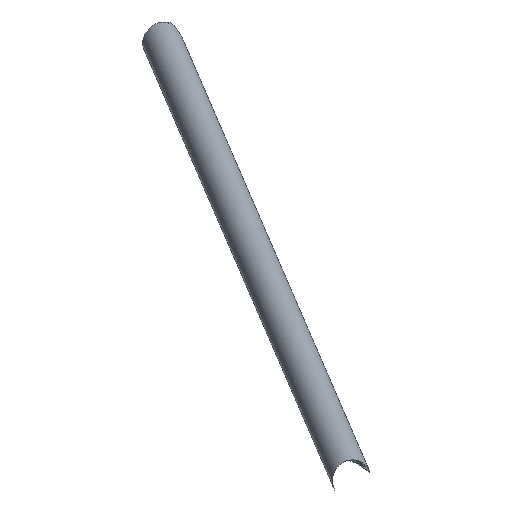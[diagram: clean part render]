
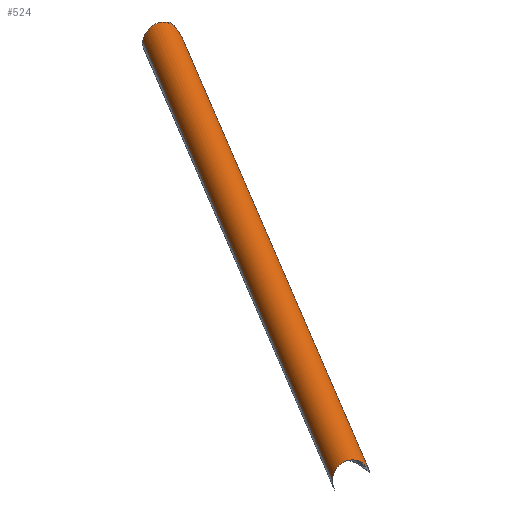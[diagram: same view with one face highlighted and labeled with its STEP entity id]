
A CAD part, left-side view. The second image highlights one B-rep face of the part: STEP entity #524.
In plain terms, the highlighted cylindrical face has radius 14 mm (diameter 28 mm), a partial arc.
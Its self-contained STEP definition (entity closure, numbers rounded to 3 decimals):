
#64=CARTESIAN_POINT('Vertex',(-600.274,-174.699,490.898)) ;
#68=CARTESIAN_POINT('Control Point',(-600.274,-174.699,490.898)) ;
#69=CARTESIAN_POINT('Control Point',(-600.425,-175.407,490.452)) ;
#70=CARTESIAN_POINT('Control Point',(-600.648,-176.064,489.952)) ;
#71=CARTESIAN_POINT('Control Point',(-600.905,-176.68,489.422)) ;
#72=CARTESIAN_POINT('Control Point',(-601.488,-177.915,488.252)) ;
#73=CARTESIAN_POINT('Control Point',(-602.118,-179.029,486.987)) ;
#74=CARTESIAN_POINT('Control Point',(-602.45,-179.589,486.297)) ;
#75=CARTESIAN_POINT('Control Point',(-603.066,-180.589,484.964)) ;
#76=CARTESIAN_POINT('Control Point',(-603.65,-181.497,483.554)) ;
#77=CARTESIAN_POINT('Control Point',(-603.913,-181.9,482.881)) ;
#78=CARTESIAN_POINT('Control Point',(-604.672,-183.057,480.787)) ;
#79=CARTESIAN_POINT('Control Point',(-605.29,-183.998,478.537)) ;
#80=CARTESIAN_POINT('Control Point',(-605.615,-184.514,476.961)) ;
#81=CARTESIAN_POINT('Control Point',(-605.815,-184.873,475.304)) ;
#82=CARTESIAN_POINT('Control Point',(-605.822,-184.999,473.628)) ;
#83=CARTESIAN_POINT('Vertex',(-605.822,-184.999,473.628)) ;
#124=CARTESIAN_POINT('Vertex',(-603.869,-162.461,489.066)) ;
#139=CARTESIAN_POINT('Vertex',(-604.329,-159.117,485.791)) ;
#143=CARTESIAN_POINT('Control Point',(-604.329,-159.117,485.791)) ;
#144=CARTESIAN_POINT('Control Point',(-604.386,-160.115,487.008)) ;
#145=CARTESIAN_POINT('Control Point',(-604.215,-161.251,488.119)) ;
#146=CARTESIAN_POINT('Control Point',(-603.869,-162.461,489.066)) ;
#176=CARTESIAN_POINT('Vertex',(-601.269,-155.307,477.964)) ;
#180=CARTESIAN_POINT('Control Point',(-604.329,-159.117,485.791)) ;
#181=CARTESIAN_POINT('Control Point',(-604.26,-157.918,484.33)) ;
#182=CARTESIAN_POINT('Control Point',(-603.921,-156.885,482.745)) ;
#183=CARTESIAN_POINT('Control Point',(-603.28,-156.08,481.093)) ;
#184=CARTESIAN_POINT('Control Point',(-602.371,-155.557,479.48)) ;
#185=CARTESIAN_POINT('Control Point',(-601.269,-155.307,477.964)) ;
#239=CARTESIAN_POINT('Control Point',(-605.782,-185.037,472.367)) ;
#240=CARTESIAN_POINT('Control Point',(-605.811,-185.044,472.787)) ;
#241=CARTESIAN_POINT('Control Point',(-605.824,-185.03,473.208)) ;
#242=CARTESIAN_POINT('Control Point',(-605.822,-184.999,473.628)) ;
#243=CARTESIAN_POINT('Vertex',(-605.782,-185.037,472.367)) ;
#432=CARTESIAN_POINT('Control Point',(-603.869,-162.461,489.066)) ;
#433=CARTESIAN_POINT('Control Point',(-604.152,-164.833,490.291)) ;
#434=CARTESIAN_POINT('Control Point',(-603.881,-167.453,491.172)) ;
#435=CARTESIAN_POINT('Control Point',(-603.027,-170.1,491.562)) ;
#436=CARTESIAN_POINT('Control Point',(-601.738,-172.528,491.494)) ;
#437=CARTESIAN_POINT('Control Point',(-600.274,-174.699,490.898)) ;
#446=CARTESIAN_POINT('Axis2P3D Location',(-890.189,-235.048,325.126)) ;
#451=CARTESIAN_POINT('Line Origine',(-887.098,-248.703,325.126)) ;
#455=CARTESIAN_POINT('Vertex',(-1174.968,-313.852,174.456)) ;
#458=CARTESIAN_POINT('Line Origine',(-893.279,-221.394,325.126)) ;
#462=CARTESIAN_POINT('Vertex',(-1193.626,-289.367,167.926)) ;
#465=CARTESIAN_POINT('Axis2P3D Location',(-1190.536,-303.021,167.926)) ;
#469=CARTESIAN_POINT('Vertex',(-1194.935,-290.026,170.711)) ;
#473=CARTESIAN_POINT('Control Point',(-1174.968,-313.852,174.456)) ;
#474=CARTESIAN_POINT('Control Point',(-1175.718,-314.022,174.312)) ;
#475=CARTESIAN_POINT('Control Point',(-1176.47,-314.188,174.171)) ;
#476=CARTESIAN_POINT('Control Point',(-1177.222,-314.348,174.034)) ;
#477=CARTESIAN_POINT('Control Point',(-1178.732,-314.662,173.771)) ;
#478=CARTESIAN_POINT('Control Point',(-1180.253,-314.953,173.542)) ;
#479=CARTESIAN_POINT('Control Point',(-1181.007,-315.09,173.442)) ;
#480=CARTESIAN_POINT('Control Point',(-1182.411,-315.331,173.284)) ;
#481=CARTESIAN_POINT('Control Point',(-1183.83,-315.526,173.237)) ;
#482=CARTESIAN_POINT('Control Point',(-1184.49,-315.603,173.247)) ;
#483=CARTESIAN_POINT('Control Point',(-1185.429,-315.683,173.341)) ;
#484=CARTESIAN_POINT('Control Point',(-1186.327,-315.674,173.615)) ;
#485=CARTESIAN_POINT('Control Point',(-1186.595,-315.661,173.718)) ;
#486=CARTESIAN_POINT('Control Point',(-1187.1,-315.612,173.959)) ;
#487=CARTESIAN_POINT('Control Point',(-1187.559,-315.515,174.267)) ;
#488=CARTESIAN_POINT('Control Point',(-1187.769,-315.456,174.431)) ;
#489=CARTESIAN_POINT('Control Point',(-1188.246,-315.289,174.85)) ;
#490=CARTESIAN_POINT('Control Point',(-1188.658,-315.064,175.311)) ;
#491=CARTESIAN_POINT('Control Point',(-1188.881,-314.914,175.588)) ;
#492=CARTESIAN_POINT('Control Point',(-1189.445,-314.469,176.341)) ;
#493=CARTESIAN_POINT('Control Point',(-1189.925,-313.923,177.088)) ;
#494=CARTESIAN_POINT('Control Point',(-1190.208,-313.543,177.545)) ;
#495=CARTESIAN_POINT('Control Point',(-1190.915,-312.457,178.702)) ;
#496=CARTESIAN_POINT('Control Point',(-1191.535,-311.171,179.7)) ;
#497=CARTESIAN_POINT('Control Point',(-1191.898,-310.306,180.243)) ;
#498=CARTESIAN_POINT('Control Point',(-1192.984,-307.378,181.7)) ;
#499=CARTESIAN_POINT('Control Point',(-1193.84,-304.02,182.223)) ;
#500=CARTESIAN_POINT('Control Point',(-1194.312,-301.642,182.072)) ;
#501=CARTESIAN_POINT('Control Point',(-1194.821,-298.108,181.057)) ;
#502=CARTESIAN_POINT('Control Point',(-1195.018,-295.092,179.005)) ;
#503=CARTESIAN_POINT('Control Point',(-1195.051,-294.115,178.165)) ;
#504=CARTESIAN_POINT('Control Point',(-1195.051,-292.935,176.895)) ;
#505=CARTESIAN_POINT('Control Point',(-1195.012,-291.964,175.47)) ;
#506=CARTESIAN_POINT('Control Point',(-1195.,-291.727,175.092)) ;
#507=CARTESIAN_POINT('Control Point',(-1194.963,-291.125,174.039)) ;
#508=CARTESIAN_POINT('Control Point',(-1194.925,-290.639,172.926)) ;
#509=CARTESIAN_POINT('Control Point',(-1194.907,-290.381,172.202)) ;
#510=CARTESIAN_POINT('Control Point',(-1194.901,-290.175,171.462)) ;
#511=CARTESIAN_POINT('Control Point',(-1194.935,-290.026,170.711)) ;
#447=DIRECTION('Axis2P3D Direction',(-0.869,-0.197,-0.455)) ;
#448=DIRECTION('Axis2P3D XDirection',(0.221,-0.975,0.)) ;
#452=DIRECTION('Vector Direction',(-0.869,-0.197,-0.455)) ;
#459=DIRECTION('Vector Direction',(-0.869,-0.197,-0.455)) ;
#466=DIRECTION('Axis2P3D Direction',(-0.869,-0.197,-0.455)) ;
#449=AXIS2_PLACEMENT_3D('Cylinder Axis2P3D',#446,#447,#448) ;
#467=AXIS2_PLACEMENT_3D('Circle Axis2P3D',#465,#466,$) ;
#514=ORIENTED_EDGE('',*,*,#457,.F.) ;
#515=ORIENTED_EDGE('',*,*,#245,.T.) ;
#516=ORIENTED_EDGE('',*,*,#85,.F.) ;
#517=ORIENTED_EDGE('',*,*,#438,.F.) ;
#518=ORIENTED_EDGE('',*,*,#147,.F.) ;
#519=ORIENTED_EDGE('',*,*,#186,.T.) ;
#520=ORIENTED_EDGE('',*,*,#464,.T.) ;
#521=ORIENTED_EDGE('',*,*,#471,.F.) ;
#522=ORIENTED_EDGE('',*,*,#512,.F.) ;
#453=VECTOR('Line Direction',#452,1.) ;
#460=VECTOR('Line Direction',#459,1.) ;
#524=ADVANCED_FACE('Corps principal',(#523),#450,.T.) ;
#67=B_SPLINE_CURVE_WITH_KNOTS('',5,(#68,#69,#70,#71,#72,#73,#74,#75,#76,#77,#78,#79,#80,#81,#82),.UNSPECIFIED.,.F.,.U.,(6,3,3,3,6),(26.429,32.438,39.137,44.988,56.868),.UNSPECIFIED.) ;
#142=B_SPLINE_CURVE_WITH_KNOTS('',3,(#143,#144,#145,#146),.UNSPECIFIED.,.F.,.U.,(4,4),(0.,6.683),.UNSPECIFIED.) ;
#179=B_SPLINE_CURVE_WITH_KNOTS('',5,(#180,#181,#182,#183,#184,#185),.UNSPECIFIED.,.F.,.U.,(6,6),(0.,13.376),.UNSPECIFIED.) ;
#238=B_SPLINE_CURVE_WITH_KNOTS('',3,(#239,#240,#241,#242),.UNSPECIFIED.,.F.,.U.,(4,4),(0.,1.787),.UNSPECIFIED.) ;
#431=B_SPLINE_CURVE_WITH_KNOTS('',5,(#432,#433,#434,#435,#436,#437),.UNSPECIFIED.,.F.,.U.,(6,6),(2.728,21.715),.UNSPECIFIED.) ;
#472=B_SPLINE_CURVE_WITH_KNOTS('',5,(#473,#474,#475,#476,#477,#478,#479,#480,#481,#482,#483,#484,#485,#486,#487,#488,#489,#490,#491,#492,#493,#494,#495,#496,#497,#498,#499,#500,#501,#502,#503,#504,#505,#506,#507,#508,#509,#510,#511),.UNSPECIFIED.,.F.,.U.,(6,3,3,3,3,3,3,3,3,3,3,3,6),(0.,5.535,11.065,15.658,17.686,19.612,22.321,26.962,34.58,51.213,60.241,63.396,68.811),.UNSPECIFIED.) ;
#468=CIRCLE('generated circle',#467,14.) ;
#450=CYLINDRICAL_SURFACE('generated cylinder',#449,14.) ;
#85=EDGE_CURVE('',#65,#84,#67,.T.) ;
#147=EDGE_CURVE('',#140,#125,#142,.T.) ;
#186=EDGE_CURVE('',#140,#177,#179,.T.) ;
#245=EDGE_CURVE('',#244,#84,#238,.T.) ;
#438=EDGE_CURVE('',#125,#65,#431,.T.) ;
#457=EDGE_CURVE('',#244,#456,#454,.T.) ;
#464=EDGE_CURVE('',#177,#463,#461,.T.) ;
#471=EDGE_CURVE('',#470,#463,#468,.T.) ;
#512=EDGE_CURVE('',#456,#470,#472,.T.) ;
#513=EDGE_LOOP('',(#514,#515,#516,#517,#518,#519,#520,#521,#522)) ;
#523=FACE_OUTER_BOUND('',#513,.T.) ;
#454=LINE('Line',#451,#453) ;
#461=LINE('Line',#458,#460) ;
#65=VERTEX_POINT('',#64) ;
#84=VERTEX_POINT('',#83) ;
#125=VERTEX_POINT('',#124) ;
#140=VERTEX_POINT('',#139) ;
#177=VERTEX_POINT('',#176) ;
#244=VERTEX_POINT('',#243) ;
#456=VERTEX_POINT('',#455) ;
#463=VERTEX_POINT('',#462) ;
#470=VERTEX_POINT('',#469) ;
